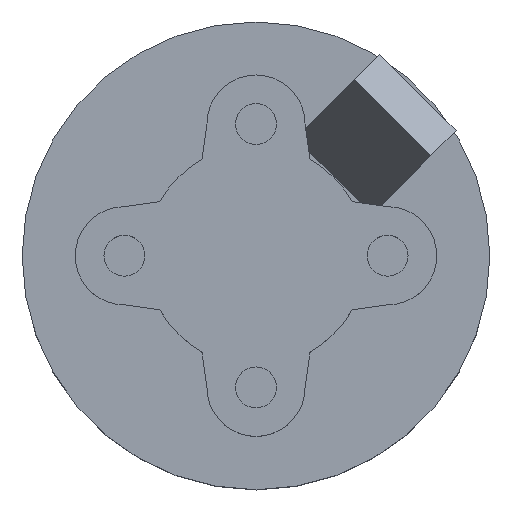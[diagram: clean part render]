
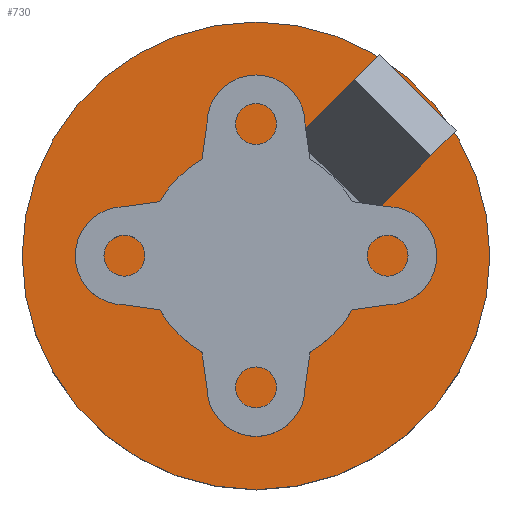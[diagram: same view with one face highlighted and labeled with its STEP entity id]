
A CAD part, top view. The second image highlights one B-rep face of the part: STEP entity #730.
In plain terms, the highlighted planar face has unit normal (0, 0, 1).
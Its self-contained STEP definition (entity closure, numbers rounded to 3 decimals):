
#14 = LINE ( 'NONE', #2913, #1215 ) ;
#20 = CIRCLE ( 'NONE', #262, 4.5 ) ;
#62 = FACE_OUTER_BOUND ( 'NONE', #2992, .T. ) ;
#166 = DIRECTION ( 'NONE',  ( 1., 0., 0. ) ) ;
#206 = EDGE_CURVE ( 'NONE', #1412, #2864, #369, .T. ) ;
#262 = AXIS2_PLACEMENT_3D ( 'NONE', #3334, #1074, #166 ) ;
#310 = DIRECTION ( 'NONE',  ( 0.707, 0.707, 0. ) ) ;
#369 = CIRCLE ( 'NONE', #2362, 14.3 ) ;
#441 = AXIS2_PLACEMENT_3D ( 'NONE', #1659, #535, #2020 ) ;
#481 = VERTEX_POINT ( 'NONE', #692 ) ;
#508 = EDGE_CURVE ( 'NONE', #2009, #662, #3345, .T. ) ;
#522 = DIRECTION ( 'NONE',  ( -0.707, 0.707, 0. ) ) ;
#535 = DIRECTION ( 'NONE',  ( 0., 0., 1. ) ) ;
#662 = VERTEX_POINT ( 'NONE', #1061 ) ;
#688 = VERTEX_POINT ( 'NONE', #1136 ) ;
#692 = CARTESIAN_POINT ( 'NONE',  ( 4.5, 0., 9. ) ) ;
#701 = ORIENTED_EDGE ( 'NONE', *, *, #2947, .T. ) ;
#730 = ADVANCED_FACE ( 'NONE', ( #62, #3486 ), #2053, .T. ) ;
#746 = DIRECTION ( 'NONE',  ( 1., 0., 0. ) ) ;
#750 = CARTESIAN_POINT ( 'NONE',  ( 14.3, 0., 9. ) ) ;
#786 = CARTESIAN_POINT ( 'NONE',  ( 0., 0., 9. ) ) ;
#795 = ORIENTED_EDGE ( 'NONE', *, *, #2668, .T. ) ;
#809 = CIRCLE ( 'NONE', #441, 4.5 ) ;
#842 = VECTOR ( 'NONE', #997, 1000. ) ;
#890 = DIRECTION ( 'NONE',  ( 0., 0., 1. ) ) ;
#932 = EDGE_CURVE ( 'NONE', #1759, #662, #2433, .T. ) ;
#933 = ORIENTED_EDGE ( 'NONE', *, *, #2305, .F. ) ;
#936 = ORIENTED_EDGE ( 'NONE', *, *, #2995, .F. ) ;
#952 = ORIENTED_EDGE ( 'NONE', *, *, #1905, .F. ) ;
#997 = DIRECTION ( 'NONE',  ( 0.707, -0.707, 0. ) ) ;
#1061 = CARTESIAN_POINT ( 'NONE',  ( 7.567, 2.971, 9. ) ) ;
#1074 = DIRECTION ( 'NONE',  ( 0., 0., 1. ) ) ;
#1136 = CARTESIAN_POINT ( 'NONE',  ( 4.271, 1.416, 9. ) ) ;
#1189 = CARTESIAN_POINT ( 'NONE',  ( 0., 0., 9. ) ) ;
#1215 = VECTOR ( 'NONE', #310, 1000. ) ;
#1412 = VERTEX_POINT ( 'NONE', #750 ) ;
#1463 = CIRCLE ( 'NONE', #2377, 4.5 ) ;
#1467 = DIRECTION ( 'NONE',  ( 1., 0., 0. ) ) ;
#1512 = CARTESIAN_POINT ( 'NONE',  ( 2.9, 7.638, 9. ) ) ;
#1581 = AXIS2_PLACEMENT_3D ( 'NONE', #1832, #2988, #746 ) ;
#1604 = LINE ( 'NONE', #3269, #2431 ) ;
#1659 = CARTESIAN_POINT ( 'NONE',  ( 0., 0., 9. ) ) ;
#1676 = AXIS2_PLACEMENT_3D ( 'NONE', #3200, #890, #1467 ) ;
#1753 = ORIENTED_EDGE ( 'NONE', *, *, #206, .T. ) ;
#1759 = VERTEX_POINT ( 'NONE', #1512 ) ;
#1815 = VECTOR ( 'NONE', #522, 1000. ) ;
#1832 = CARTESIAN_POINT ( 'NONE',  ( 0., 0., 9. ) ) ;
#1903 = ORIENTED_EDGE ( 'NONE', *, *, #932, .T. ) ;
#1905 = EDGE_CURVE ( 'NONE', #481, #688, #1463, .T. ) ;
#1929 = DIRECTION ( 'NONE',  ( 0., 0., 1. ) ) ;
#2009 = VERTEX_POINT ( 'NONE', #3539 ) ;
#2020 = DIRECTION ( 'NONE',  ( 1., 0., 0. ) ) ;
#2030 = EDGE_LOOP ( 'NONE', ( #936, #795, #701, #1903, #2295, #2985, #952, #933 ) ) ;
#2053 = PLANE ( 'NONE',  #1676 ) ;
#2207 = CARTESIAN_POINT ( 'NONE',  ( 1.416, 4.271, 9. ) ) ;
#2295 = ORIENTED_EDGE ( 'NONE', *, *, #508, .F. ) ;
#2305 = EDGE_CURVE ( 'NONE', #3262, #481, #809, .T. ) ;
#2315 = CARTESIAN_POINT ( 'NONE',  ( -14.3, 0., 9. ) ) ;
#2347 = DIRECTION ( 'NONE',  ( 0., 0., 1. ) ) ;
#2362 = AXIS2_PLACEMENT_3D ( 'NONE', #1189, #2347, #2382 ) ;
#2377 = AXIS2_PLACEMENT_3D ( 'NONE', #786, #1929, #3086 ) ;
#2382 = DIRECTION ( 'NONE',  ( 1., 0., 0. ) ) ;
#2431 = VECTOR ( 'NONE', #2761, 1000. ) ;
#2433 = LINE ( 'NONE', #2449, #842 ) ;
#2449 = CARTESIAN_POINT ( 'NONE',  ( 5.269, 5.269, 9. ) ) ;
#2461 = DIRECTION ( 'NONE',  ( 0.707, 0.707, 0. ) ) ;
#2668 = EDGE_CURVE ( 'NONE', #3122, #3242, #1604, .T. ) ;
#2707 = EDGE_CURVE ( 'NONE', #2864, #1412, #2914, .T. ) ;
#2761 = DIRECTION ( 'NONE',  ( -0.707, 0.707, 0. ) ) ;
#2864 = VERTEX_POINT ( 'NONE', #2315 ) ;
#2900 = CARTESIAN_POINT ( 'NONE',  ( -4.5, 0., 9. ) ) ;
#2913 = CARTESIAN_POINT ( 'NONE',  ( -2.369, 2.369, 9. ) ) ;
#2914 = CIRCLE ( 'NONE', #1581, 14.3 ) ;
#2947 = EDGE_CURVE ( 'NONE', #3242, #1759, #14, .T. ) ;
#2975 = ORIENTED_EDGE ( 'NONE', *, *, #2707, .T. ) ;
#2985 = ORIENTED_EDGE ( 'NONE', *, *, #3586, .T. ) ;
#2988 = DIRECTION ( 'NONE',  ( 0., 0., 1. ) ) ;
#2992 = EDGE_LOOP ( 'NONE', ( #2975, #1753 ) ) ;
#2995 = EDGE_CURVE ( 'NONE', #3122, #3262, #20, .T. ) ;
#3009 = CARTESIAN_POINT ( 'NONE',  ( 2.298, -2.298, 9. ) ) ;
#3086 = DIRECTION ( 'NONE',  ( 1., 0., 0. ) ) ;
#3122 = VERTEX_POINT ( 'NONE', #2207 ) ;
#3150 = CARTESIAN_POINT ( 'NONE',  ( 0.475, 5.213, 9. ) ) ;
#3200 = CARTESIAN_POINT ( 'NONE',  ( 0., 0., 9. ) ) ;
#3242 = VERTEX_POINT ( 'NONE', #3150 ) ;
#3256 = VECTOR ( 'NONE', #2461, 1000. ) ;
#3262 = VERTEX_POINT ( 'NONE', #2900 ) ;
#3269 = CARTESIAN_POINT ( 'NONE',  ( 2.844, 2.844, 9. ) ) ;
#3334 = CARTESIAN_POINT ( 'NONE',  ( 0., 0., 9. ) ) ;
#3339 = LINE ( 'NONE', #3645, #1815 ) ;
#3345 = LINE ( 'NONE', #3009, #3256 ) ;
#3486 = FACE_BOUND ( 'NONE', #2030, .T. ) ;
#3539 = CARTESIAN_POINT ( 'NONE',  ( 5.142, 0.546, 9. ) ) ;
#3586 = EDGE_CURVE ( 'NONE', #2009, #688, #3339, .T. ) ;
#3645 = CARTESIAN_POINT ( 'NONE',  ( 2.844, 2.844, 9. ) ) ;
